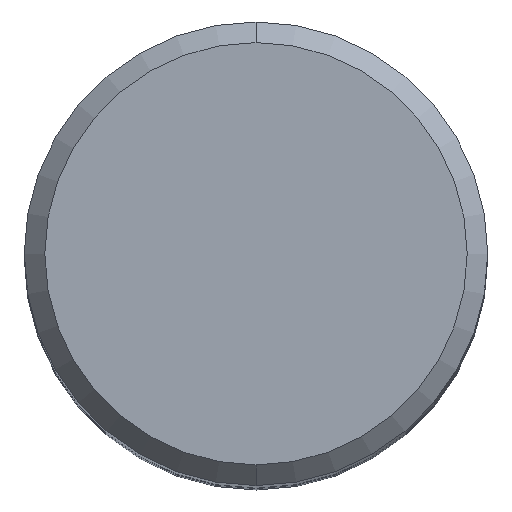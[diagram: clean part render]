
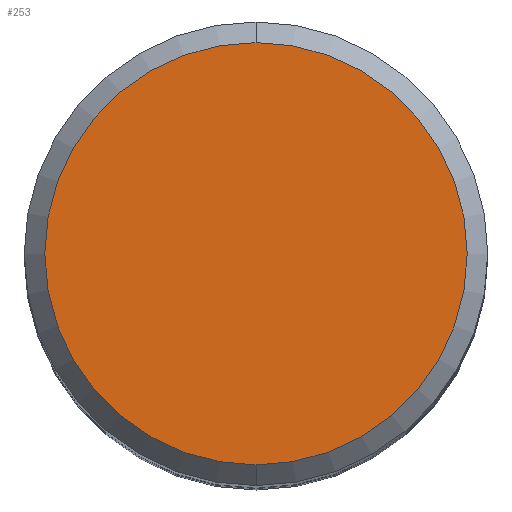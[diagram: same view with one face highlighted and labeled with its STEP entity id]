
A CAD part, top view. The second image highlights one B-rep face of the part: STEP entity #253.
In plain terms, the highlighted planar face has unit normal (0, 0, 1).
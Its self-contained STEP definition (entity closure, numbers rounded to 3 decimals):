
#193=EDGE_CURVE('',#439,#237,#509,.T.);
#237=VERTEX_POINT('',#559);
#253=ADVANCED_FACE('',(#576),#577,.T.);
#385=EDGE_CURVE('',#237,#439,#722,.T.);
#439=VERTEX_POINT('',#782);
#509=CIRCLE('',#869,8.2);
#559=CARTESIAN_POINT('',(0.0,8.2,0.0));
#576=FACE_OUTER_BOUND('',#1035,.T.);
#577=PLANE('',#1036);
#722=CIRCLE('',#1379,8.2);
#782=CARTESIAN_POINT('',(0.,-8.2,0.0));
#869=AXIS2_PLACEMENT_3D('',#1560,#1561,#1562);
#1035=EDGE_LOOP('',(#1628,#1629));
#1036=AXIS2_PLACEMENT_3D('',#1630,#1631,#1632);
#1379=AXIS2_PLACEMENT_3D('',#1785,#1786,#1787);
#1560=CARTESIAN_POINT('',(0.0,0.0,0.0));
#1561=DIRECTION('',(0.0,0.0,-1.0));
#1562=DIRECTION('',(0.0,1.0,0.0));
#1628=ORIENTED_EDGE('',*,*,#385,.F.);
#1629=ORIENTED_EDGE('',*,*,#193,.F.);
#1630=CARTESIAN_POINT('',(0.0,4.1,0.0));
#1631=DIRECTION('',(-0.0,0.0,1.0));
#1632=DIRECTION('',(0.0,-1.0,0.0));
#1785=CARTESIAN_POINT('',(0.0,0.0,0.0));
#1786=DIRECTION('',(0.0,0.0,-1.0));
#1787=DIRECTION('',(0.0,1.0,0.0));
